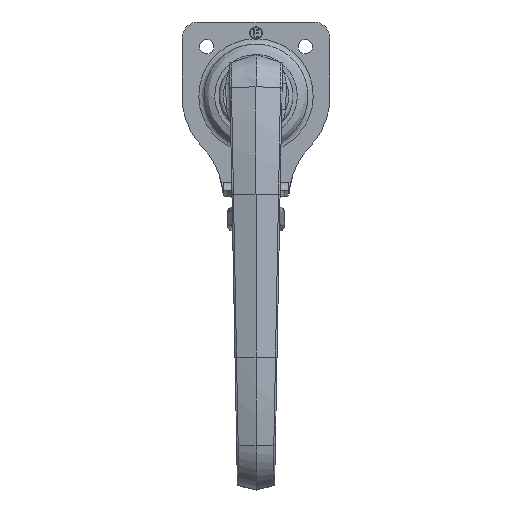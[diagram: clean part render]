
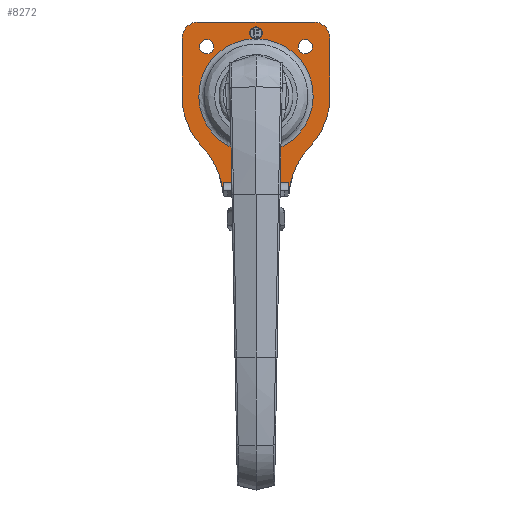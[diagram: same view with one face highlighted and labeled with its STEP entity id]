
A CAD part, top view. The second image highlights one B-rep face of the part: STEP entity #8272.
In plain terms, the highlighted planar face has unit normal (0, 0, 1).
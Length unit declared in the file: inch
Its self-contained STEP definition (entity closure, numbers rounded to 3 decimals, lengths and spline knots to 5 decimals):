
#8025=CARTESIAN_POINT('',(-0.04181,0.8697,-1.5743));
#8026=VERTEX_POINT('',#8025);
#8027=CARTESIAN_POINT('',(0.04181,0.8697,-1.5743));
#8028=VERTEX_POINT('',#8027);
#8029=CARTESIAN_POINT('',(0.0,0.955,-1.5743));
#8030=DIRECTION('',(0.0,0.0,-1.0));
#8031=DIRECTION('',(-1.0,0.0,0.0));
#8032=AXIS2_PLACEMENT_3D('',#8029,#8030,#8031);
#8033=CIRCLE('',#8032,0.095);
#8034=EDGE_CURVE('',#8026,#8028,#8033,.T.);
#8084=CARTESIAN_POINT('',(0.0,0.,-1.5743));
#8085=DIRECTION('',(0.0,0.0,1.0));
#8086=DIRECTION('',(1.0,0.0,0.0));
#8087=AXIS2_PLACEMENT_3D('',#8084,#8085,#8086);
#8088=CIRCLE('',#8087,0.8707);
#8089=EDGE_CURVE('',#8026,#8028,#8088,.T.);
#8110=CARTESIAN_POINT('',(0.,-0.80146,-1.5743));
#8111=DIRECTION('',(0.0,0.0,-1.0));
#8112=DIRECTION('',(-1.0,0.0,0.0));
#8113=AXIS2_PLACEMENT_3D('',#8110,#8111,#8112);
#8114=PLANE('',#8113);
#8115=CARTESIAN_POINT('',(0.875,1.125,-1.5743));
#8116=VERTEX_POINT('',#8115);
#8117=CARTESIAN_POINT('',(1.125,0.875,-1.5743));
#8118=VERTEX_POINT('',#8117);
#8119=CARTESIAN_POINT('',(0.875,0.875,-1.5743));
#8120=DIRECTION('',(0.,0.,-1.0));
#8121=DIRECTION('',(0.707,0.707,0.));
#8122=AXIS2_PLACEMENT_3D('',#8119,#8120,#8121);
#8123=CIRCLE('',#8122,0.25);
#8124=EDGE_CURVE('',#8116,#8118,#8123,.T.);
#8125=ORIENTED_EDGE('',*,*,#8124,.F.);
#8126=CARTESIAN_POINT('',(-0.875,1.125,-1.5743));
#8127=VERTEX_POINT('',#8126);
#8128=CARTESIAN_POINT('',(-0.875,1.125,-1.5743));
#8129=DIRECTION('',(1.0,0.0,0.0));
#8130=VECTOR('',#8129,1.75);
#8131=LINE('',#8128,#8130);
#8132=EDGE_CURVE('',#8127,#8116,#8131,.T.);
#8133=ORIENTED_EDGE('',*,*,#8132,.F.);
#8134=CARTESIAN_POINT('',(-1.125,0.875,-1.5743));
#8135=VERTEX_POINT('',#8134);
#8136=CARTESIAN_POINT('',(-0.875,0.875,-1.5743));
#8137=DIRECTION('',(0.,0.,-1.0));
#8138=DIRECTION('',(-0.707,0.707,0.));
#8139=AXIS2_PLACEMENT_3D('',#8136,#8137,#8138);
#8140=CIRCLE('',#8139,0.25);
#8141=EDGE_CURVE('',#8135,#8127,#8140,.T.);
#8142=ORIENTED_EDGE('',*,*,#8141,.F.);
#8143=CARTESIAN_POINT('',(-1.125,-0.00576,-1.5743));
#8144=VERTEX_POINT('',#8143);
#8145=CARTESIAN_POINT('',(-1.125,-0.00576,-1.5743));
#8146=DIRECTION('',(0.0,1.0,0.0));
#8147=VECTOR('',#8146,0.88076);
#8148=LINE('',#8145,#8147);
#8149=EDGE_CURVE('',#8144,#8135,#8148,.T.);
#8150=ORIENTED_EDGE('',*,*,#8149,.F.);
#8151=CARTESIAN_POINT('',(-0.8125,-0.78388,-1.5743));
#8152=VERTEX_POINT('',#8151);
#8153=CARTESIAN_POINT('',(0.0,-0.00576,-1.5743));
#8154=DIRECTION('',(0.,0.,-1.0));
#8155=DIRECTION('',(-0.722,-0.692,0.));
#8156=AXIS2_PLACEMENT_3D('',#8153,#8154,#8155);
#8157=CIRCLE('',#8156,1.125);
#8158=EDGE_CURVE('',#8152,#8144,#8157,.T.);
#8159=ORIENTED_EDGE('',*,*,#8158,.F.);
#8160=CARTESIAN_POINT('',(-0.50225,-1.49086,-1.5743));
#8161=VERTEX_POINT('',#8160);
#8162=CARTESIAN_POINT('',(-1.625,-1.562,-1.5743));
#8163=DIRECTION('',(0.,0.,1.0));
#8164=DIRECTION('',(-0.722,-0.692,0.));
#8165=AXIS2_PLACEMENT_3D('',#8162,#8163,#8164);
#8166=CIRCLE('',#8165,1.125);
#8167=EDGE_CURVE('',#8161,#8152,#8166,.T.);
#8168=ORIENTED_EDGE('',*,*,#8167,.F.);
#8169=CARTESIAN_POINT('',(-0.49303,-1.49086,-1.5743));
#8170=VERTEX_POINT('',#8169);
#8171=CARTESIAN_POINT('',(-0.49303,-1.49086,-1.5743));
#8172=DIRECTION('',(-1.0,0.0,0.0));
#8173=VECTOR('',#8172,0.00922);
#8174=LINE('',#8171,#8173);
#8175=EDGE_CURVE('',#8170,#8161,#8174,.T.);
#8176=ORIENTED_EDGE('',*,*,#8175,.F.);
#8177=CARTESIAN_POINT('',(-0.49303,-1.3163,-1.5743));
#8178=VERTEX_POINT('',#8177);
#8179=CARTESIAN_POINT('',(-0.49303,-1.49086,-1.5743));
#8180=DIRECTION('',(0.0,1.0,0.0));
#8181=VECTOR('',#8180,0.17456);
#8182=LINE('',#8179,#8181);
#8183=EDGE_CURVE('',#8170,#8178,#8182,.T.);
#8184=ORIENTED_EDGE('',*,*,#8183,.T.);
#8185=CARTESIAN_POINT('',(0.49303,-1.3163,-1.5743));
#8186=VERTEX_POINT('',#8185);
#8187=CARTESIAN_POINT('',(0.49303,-1.3163,-1.5743));
#8188=DIRECTION('',(-1.0,0.0,0.0));
#8189=VECTOR('',#8188,0.98606);
#8190=LINE('',#8187,#8189);
#8191=EDGE_CURVE('',#8186,#8178,#8190,.T.);
#8192=ORIENTED_EDGE('',*,*,#8191,.F.);
#8193=CARTESIAN_POINT('',(0.49303,-1.49086,-1.5743));
#8194=VERTEX_POINT('',#8193);
#8195=CARTESIAN_POINT('',(0.49303,-1.3163,-1.5743));
#8196=DIRECTION('',(0.0,-1.0,0.0));
#8197=VECTOR('',#8196,0.17456);
#8198=LINE('',#8195,#8197);
#8199=EDGE_CURVE('',#8186,#8194,#8198,.T.);
#8200=ORIENTED_EDGE('',*,*,#8199,.T.);
#8201=CARTESIAN_POINT('',(0.50225,-1.49086,-1.5743));
#8202=VERTEX_POINT('',#8201);
#8203=CARTESIAN_POINT('',(0.50225,-1.49086,-1.5743));
#8204=DIRECTION('',(-1.0,0.0,0.0));
#8205=VECTOR('',#8204,0.00922);
#8206=LINE('',#8203,#8205);
#8207=EDGE_CURVE('',#8202,#8194,#8206,.T.);
#8208=ORIENTED_EDGE('',*,*,#8207,.F.);
#8209=CARTESIAN_POINT('',(0.8125,-0.78388,-1.5743));
#8210=VERTEX_POINT('',#8209);
#8211=CARTESIAN_POINT('',(1.625,-1.562,-1.5743));
#8212=DIRECTION('',(0.0,0.0,1.0));
#8213=DIRECTION('',(1.0,0.0,0.0));
#8214=AXIS2_PLACEMENT_3D('',#8211,#8212,#8213);
#8215=CIRCLE('',#8214,1.125);
#8216=EDGE_CURVE('',#8210,#8202,#8215,.T.);
#8217=ORIENTED_EDGE('',*,*,#8216,.F.);
#8218=CARTESIAN_POINT('',(1.125,-0.00576,-1.5743));
#8219=VERTEX_POINT('',#8218);
#8220=CARTESIAN_POINT('',(0.0,-0.00576,-1.5743));
#8221=DIRECTION('',(0.0,0.0,-1.0));
#8222=DIRECTION('',(1.0,0.0,0.0));
#8223=AXIS2_PLACEMENT_3D('',#8220,#8221,#8222);
#8224=CIRCLE('',#8223,1.125);
#8225=EDGE_CURVE('',#8219,#8210,#8224,.T.);
#8226=ORIENTED_EDGE('',*,*,#8225,.F.);
#8227=CARTESIAN_POINT('',(1.125,0.875,-1.5743));
#8228=DIRECTION('',(0.0,-1.0,0.0));
#8229=VECTOR('',#8228,0.88076);
#8230=LINE('',#8227,#8229);
#8231=EDGE_CURVE('',#8118,#8219,#8230,.T.);
#8232=ORIENTED_EDGE('',*,*,#8231,.F.);
#8233=EDGE_LOOP('',(#8125,#8133,#8142,#8150,#8159,#8168,#8176,#8184,#8192,#8200,#8208,#8217,#8226,#8232));
#8234=FACE_OUTER_BOUND('',#8233,.T.);
#8235=ORIENTED_EDGE('',*,*,#8034,.T.);
#8236=ORIENTED_EDGE('',*,*,#8089,.F.);
#8237=EDGE_LOOP('',(#8235,#8236));
#8238=FACE_BOUND('',#8237,.T.);
#8239=CARTESIAN_POINT('',(0.6405,0.75,-1.5743));
#8240=VERTEX_POINT('',#8239);
#8241=CARTESIAN_POINT('',(0.75,0.75,-1.5743));
#8242=DIRECTION('',(0.0,0.0,-1.0));
#8243=DIRECTION('',(1.0,0.0,0.0));
#8244=AXIS2_PLACEMENT_3D('',#8241,#8242,#8243);
#8245=CIRCLE('',#8244,0.1095);
#8246=EDGE_CURVE('',#8240,#8240,#8245,.T.);
#8247=ORIENTED_EDGE('',*,*,#8246,.T.);
#8248=EDGE_LOOP('',(#8247));
#8249=FACE_BOUND('',#8248,.T.);
#8250=CARTESIAN_POINT('',(-0.1095,-1.125,-1.5743));
#8251=VERTEX_POINT('',#8250);
#8252=CARTESIAN_POINT('',(0.0,-1.125,-1.5743));
#8253=DIRECTION('',(0.0,0.0,-1.0));
#8254=DIRECTION('',(1.0,0.0,0.0));
#8255=AXIS2_PLACEMENT_3D('',#8252,#8253,#8254);
#8256=CIRCLE('',#8255,0.1095);
#8257=EDGE_CURVE('',#8251,#8251,#8256,.T.);
#8258=ORIENTED_EDGE('',*,*,#8257,.T.);
#8259=EDGE_LOOP('',(#8258));
#8260=FACE_BOUND('',#8259,.T.);
#8261=CARTESIAN_POINT('',(-0.8595,0.75,-1.5743));
#8262=VERTEX_POINT('',#8261);
#8263=CARTESIAN_POINT('',(-0.75,0.75,-1.5743));
#8264=DIRECTION('',(0.0,0.0,-1.0));
#8265=DIRECTION('',(1.0,0.0,0.0));
#8266=AXIS2_PLACEMENT_3D('',#8263,#8264,#8265);
#8267=CIRCLE('',#8266,0.1095);
#8268=EDGE_CURVE('',#8262,#8262,#8267,.T.);
#8269=ORIENTED_EDGE('',*,*,#8268,.T.);
#8270=EDGE_LOOP('',(#8269));
#8271=FACE_BOUND('',#8270,.T.);
#8272=ADVANCED_FACE('',(#8234,#8238,#8249,#8260,#8271),#8114,.F.);
